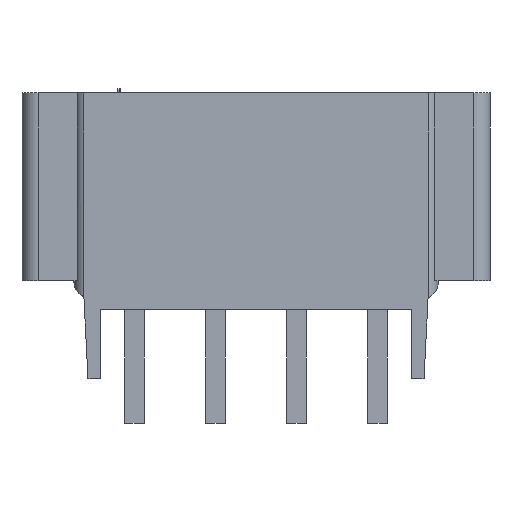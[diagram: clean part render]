
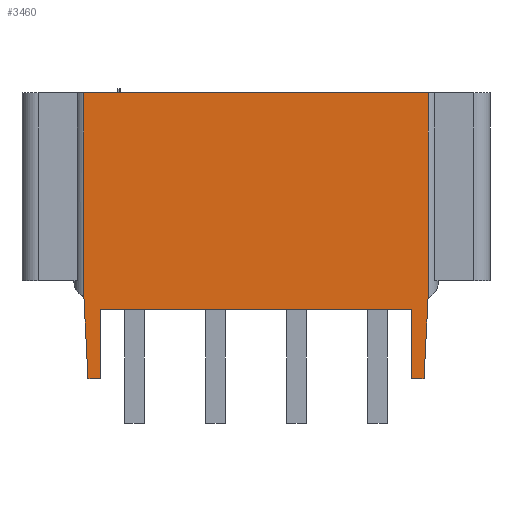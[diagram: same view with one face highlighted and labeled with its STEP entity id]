
A CAD part, front view. The second image highlights one B-rep face of the part: STEP entity #3460.
In plain terms, the highlighted planar face has unit normal (0, -1, 0).
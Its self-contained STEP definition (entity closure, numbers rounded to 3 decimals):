
#92=DIRECTION('',(1.,0.,0.));
#93=VECTOR('',#92,10.795);
#94=CARTESIAN_POINT('',(-5.398,-2.388,0.));
#95=LINE('',#94,#93);
#324=DIRECTION('',(1.,0.,0.));
#325=VECTOR('',#324,9.779);
#326=CARTESIAN_POINT('',(-4.89,-2.388,-6.807));
#327=LINE('',#326,#325);
#328=DIRECTION('',(-0.05,0.,0.999));
#329=VECTOR('',#328,2.543);
#330=CARTESIAN_POINT('',(-5.271,-2.388,-8.966));
#331=LINE('',#330,#329);
#332=DIRECTION('',(0.,0.,1.));
#333=VECTOR('',#332,6.426);
#334=CARTESIAN_POINT('',(-5.398,-2.388,-6.426));
#335=LINE('',#334,#333);
#336=DIRECTION('',(0.,0.,-1.));
#337=VECTOR('',#336,6.426);
#338=CARTESIAN_POINT('',(5.398,-2.388,0.));
#339=LINE('',#338,#337);
#340=DIRECTION('',(-0.05,0.,-0.999));
#341=VECTOR('',#340,2.543);
#342=CARTESIAN_POINT('',(5.398,-2.388,-6.426));
#343=LINE('',#342,#341);
#348=DIRECTION('',(0.,0.,-1.));
#349=VECTOR('',#348,2.159);
#350=CARTESIAN_POINT('',(4.89,-2.388,-6.807));
#351=LINE('',#350,#349);
#369=DIRECTION('',(1.,0.,0.));
#370=VECTOR('',#369,0.381);
#371=CARTESIAN_POINT('',(4.89,-2.388,-8.966));
#372=LINE('',#371,#370);
#662=DIRECTION('',(0.,0.,-1.));
#663=VECTOR('',#662,2.159);
#664=CARTESIAN_POINT('',(-4.89,-2.388,-6.807));
#665=LINE('',#664,#663);
#684=DIRECTION('',(1.,0.,0.));
#685=VECTOR('',#684,0.381);
#686=CARTESIAN_POINT('',(-5.271,-2.388,-8.966));
#687=LINE('',#686,#685);
#2653=CARTESIAN_POINT('',(4.89,-2.388,-8.966));
#2655=VERTEX_POINT('',#2653);
#2658=CARTESIAN_POINT('',(-5.398,-2.388,0.));
#2659=VERTEX_POINT('',#2658);
#2660=CARTESIAN_POINT('',(5.398,-2.388,0.));
#2661=VERTEX_POINT('',#2660);
#2662=CARTESIAN_POINT('',(-4.89,-2.388,-8.966));
#2664=VERTEX_POINT('',#2662);
#2700=CARTESIAN_POINT('',(5.271,-2.388,-8.966));
#2702=VERTEX_POINT('',#2700);
#2705=CARTESIAN_POINT('',(5.398,-2.388,-6.426));
#2706=VERTEX_POINT('',#2705);
#2707=CARTESIAN_POINT('',(-5.271,-2.388,-8.966));
#2708=CARTESIAN_POINT('',(-5.398,-2.388,-6.426));
#2709=VERTEX_POINT('',#2707);
#2710=VERTEX_POINT('',#2708);
#2714=CARTESIAN_POINT('',(4.89,-2.388,-6.807));
#2715=VERTEX_POINT('',#2714);
#2716=CARTESIAN_POINT('',(-4.89,-2.388,-6.807));
#2717=VERTEX_POINT('',#2716);
#3437=CARTESIAN_POINT('',(-5.398,-2.388,0.));
#3438=DIRECTION('',(0.,-1.,0.));
#3439=DIRECTION('',(1.,0.,0.));
#3440=AXIS2_PLACEMENT_3D('',#3437,#3438,#3439);
#3441=PLANE('',#3440);
#3443=ORIENTED_EDGE('',*,*,#3442,.F.);
#3444=ORIENTED_EDGE('',*,*,#3325,.F.);
#3446=ORIENTED_EDGE('',*,*,#3445,.T.);
#3448=ORIENTED_EDGE('',*,*,#3447,.F.);
#3449=ORIENTED_EDGE('',*,*,#3415,.T.);
#3450=ORIENTED_EDGE('',*,*,#3432,.T.);
#3451=ORIENTED_EDGE('',*,*,#3184,.T.);
#3453=ORIENTED_EDGE('',*,*,#3452,.T.);
#3455=ORIENTED_EDGE('',*,*,#3454,.T.);
#3457=ORIENTED_EDGE('',*,*,#3456,.F.);
#3458=EDGE_LOOP('',(#3443,#3444,#3446,#3448,#3449,#3450,#3451,#3453,#3455,
#3457));
#3459=FACE_OUTER_BOUND('',#3458,.F.);
#3184=EDGE_CURVE('',#2659,#2661,#95,.T.);
#3325=EDGE_CURVE('',#2717,#2715,#327,.T.);
#3415=EDGE_CURVE('',#2709,#2710,#331,.T.);
#3432=EDGE_CURVE('',#2710,#2659,#335,.T.);
#3442=EDGE_CURVE('',#2715,#2655,#351,.T.);
#3445=EDGE_CURVE('',#2717,#2664,#665,.T.);
#3447=EDGE_CURVE('',#2709,#2664,#687,.T.);
#3452=EDGE_CURVE('',#2661,#2706,#339,.T.);
#3454=EDGE_CURVE('',#2706,#2702,#343,.T.);
#3456=EDGE_CURVE('',#2655,#2702,#372,.T.);
#3460=ADVANCED_FACE('',(#3459),#3441,.T.);
